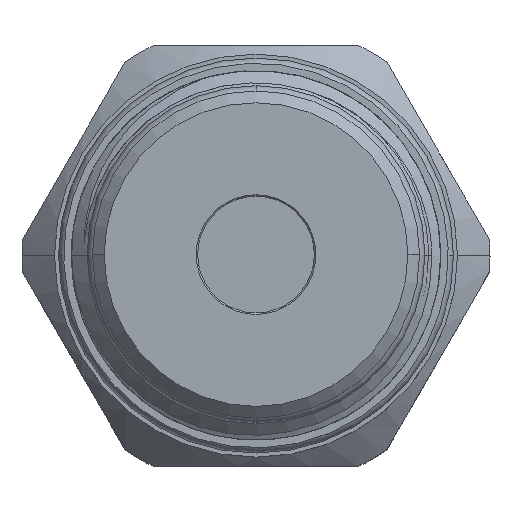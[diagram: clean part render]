
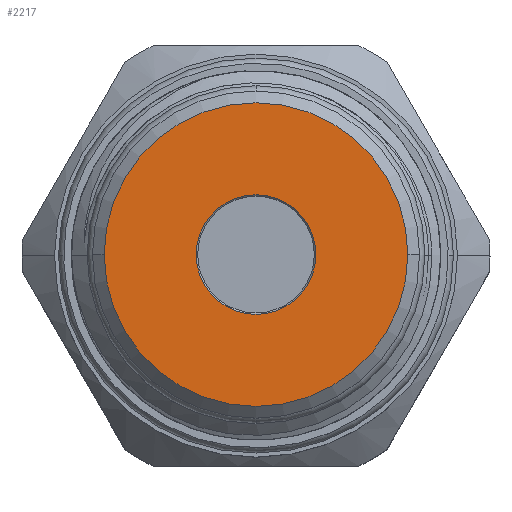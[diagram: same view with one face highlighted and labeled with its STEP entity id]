
A CAD part, top view. The second image highlights one B-rep face of the part: STEP entity #2217.
In plain terms, the highlighted planar face has unit normal (0, 0, 1).
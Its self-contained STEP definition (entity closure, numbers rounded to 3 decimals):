
#397 = DIRECTION ( 'NONE',  ( -1., 0., 0. ) ) ;
#680 = CARTESIAN_POINT ( 'NONE',  ( 0., 0., -391.89 ) ) ;
#760 = PLANE ( 'NONE',  #5334 ) ;
#823 = DIRECTION ( 'NONE',  ( 0., 0., -1. ) ) ;
#903 = ORIENTED_EDGE ( 'NONE', *, *, #7085, .T. ) ;
#904 = ORIENTED_EDGE ( 'NONE', *, *, #7054, .F. ) ;
#905 = ORIENTED_EDGE ( 'NONE', *, *, #7004, .T. ) ;
#906 = ORIENTED_EDGE ( 'NONE', *, *, #6939, .F. ) ;
#1134 = VERTEX_POINT ( 'NONE', #10243 ) ;
#1461 = CIRCLE ( 'NONE', #9908, 10.315 ) ;
#1615 = CIRCLE ( 'NONE', #9891, 4.065 ) ;
#1671 = CIRCLE ( 'NONE', #9858, 10.315 ) ;
#1845 = CIRCLE ( 'NONE', #9865, 4.065 ) ;
#2217 = ADVANCED_FACE ( 'NONE', ( #9483, #9487 ), #760, .F. ) ;
#2671 = EDGE_LOOP ( 'NONE', ( #904, #906 ) ) ;
#4621 = CARTESIAN_POINT ( 'NONE',  ( 4.065, 0., -391.89 ) ) ;
#4648 = CARTESIAN_POINT ( 'NONE',  ( -4.065, 0., -391.89 ) ) ;
#5334 = AXIS2_PLACEMENT_3D ( 'NONE', #680, #823, #397 ) ;
#5814 = VERTEX_POINT ( 'NONE', #4621 ) ;
#5834 = VERTEX_POINT ( 'NONE', #4648 ) ;
#6058 = EDGE_LOOP ( 'NONE', ( #903, #905 ) ) ;
#6099 = VERTEX_POINT ( 'NONE', #7376 ) ;
#6939 = EDGE_CURVE ( 'NONE', #1134, #6099, #1671, .T. ) ;
#7004 = EDGE_CURVE ( 'NONE', #5834, #5814, #1615, .T. ) ;
#7054 = EDGE_CURVE ( 'NONE', #6099, #1134, #1461, .T. ) ;
#7085 = EDGE_CURVE ( 'NONE', #5814, #5834, #1845, .T. ) ;
#7376 = CARTESIAN_POINT ( 'NONE',  ( -10.315, 0., -391.89 ) ) ;
#8111 = CARTESIAN_POINT ( 'NONE',  ( 0., 0., -391.89 ) ) ;
#8112 = DIRECTION ( 'NONE',  ( 0., 0., -1. ) ) ;
#8113 = DIRECTION ( 'NONE',  ( -1., 0., 0. ) ) ;
#8564 = CARTESIAN_POINT ( 'NONE',  ( 0., 0., -391.89 ) ) ;
#8565 = DIRECTION ( 'NONE',  ( 0., 0., -1. ) ) ;
#8566 = DIRECTION ( 'NONE',  ( -1., 0., 0. ) ) ;
#8775 = CARTESIAN_POINT ( 'NONE',  ( 0., 0., -391.89 ) ) ;
#8776 = DIRECTION ( 'NONE',  ( 0., 0., -1. ) ) ;
#8777 = DIRECTION ( 'NONE',  ( -1., 0., 0. ) ) ;
#8998 = CARTESIAN_POINT ( 'NONE',  ( 0., 0., -391.89 ) ) ;
#8999 = DIRECTION ( 'NONE',  ( 0., 0., -1. ) ) ;
#9000 = DIRECTION ( 'NONE',  ( -1., 0., 0. ) ) ;
#9483 = FACE_OUTER_BOUND ( 'NONE', #2671, .T. ) ;
#9487 = FACE_BOUND ( 'NONE', #6058, .T. ) ;
#9858 = AXIS2_PLACEMENT_3D ( 'NONE', #8111, #8112, #8113 ) ;
#9865 = AXIS2_PLACEMENT_3D ( 'NONE', #8998, #8999, #9000 ) ;
#9891 = AXIS2_PLACEMENT_3D ( 'NONE', #8564, #8565, #8566 ) ;
#9908 = AXIS2_PLACEMENT_3D ( 'NONE', #8775, #8776, #8777 ) ;
#10243 = CARTESIAN_POINT ( 'NONE',  ( 10.315, 0., -391.89 ) ) ;
